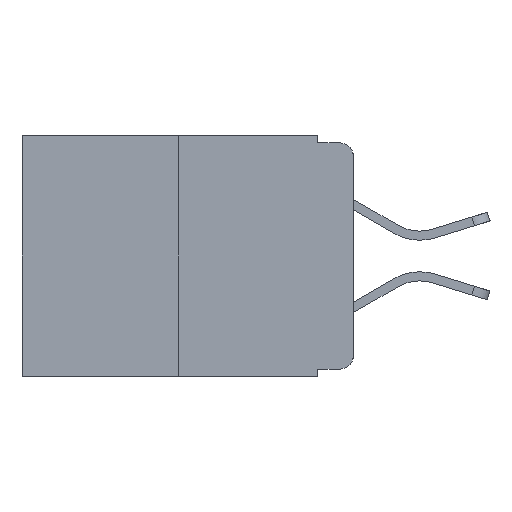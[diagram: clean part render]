
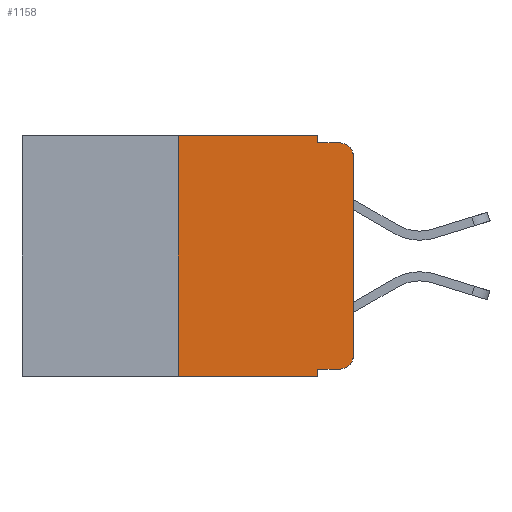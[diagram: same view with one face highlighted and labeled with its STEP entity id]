
A CAD part, left-side view. The second image highlights one B-rep face of the part: STEP entity #1158.
In plain terms, the highlighted planar face has unit normal (-1, 0, 0).
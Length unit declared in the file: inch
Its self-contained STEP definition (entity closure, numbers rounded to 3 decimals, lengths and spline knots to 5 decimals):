
#37 = CARTESIAN_POINT ( 'NONE',  ( 0., 0.02, -0.01 ) ) ;
#160 = CIRCLE ( 'NONE', #3565, 0.02 ) ;
#1026 = VECTOR ( 'NONE', #10041, 39.37008 ) ;
#1158 = ADVANCED_FACE ( 'NONE', ( #7375 ), #2868, .F. ) ;
#1399 = LINE ( 'NONE', #17196, #10976 ) ;
#2148 = DIRECTION ( 'NONE',  ( 0., -1., 0. ) ) ;
#2630 = LINE ( 'NONE', #7822, #22037 ) ;
#2868 = PLANE ( 'NONE',  #14124 ) ;
#3050 = DIRECTION ( 'NONE',  ( 0., -1., 0. ) ) ;
#3328 = LINE ( 'NONE', #23133, #13999 ) ;
#3460 = EDGE_CURVE ( 'NONE', #15991, #8135, #3328, .T. ) ;
#3555 = CIRCLE ( 'NONE', #12944, 0.02 ) ;
#3565 = AXIS2_PLACEMENT_3D ( 'NONE', #3603, #16775, #5534 ) ;
#3603 = CARTESIAN_POINT ( 'NONE',  ( 0., 0.02, -0.03 ) ) ;
#4253 = DIRECTION ( 'NONE',  ( 0., 0., 1. ) ) ;
#4707 = CARTESIAN_POINT ( 'NONE',  ( 0., 0.473, 0. ) ) ;
#5010 = EDGE_CURVE ( 'NONE', #13590, #15991, #3555, .T. ) ;
#5534 = DIRECTION ( 'NONE',  ( 0., 0., -1. ) ) ;
#6663 = CARTESIAN_POINT ( 'NONE',  ( 0., 0., -0.03 ) ) ;
#7375 = FACE_OUTER_BOUND ( 'NONE', #18111, .T. ) ;
#7599 = LINE ( 'NONE', #15530, #16354 ) ;
#7822 = CARTESIAN_POINT ( 'NONE',  ( 0., 0.051, 0. ) ) ;
#8135 = VERTEX_POINT ( 'NONE', #6663 ) ;
#8627 = DIRECTION ( 'NONE',  ( -1., 0., 0. ) ) ;
#8776 = CARTESIAN_POINT ( 'NONE',  ( 0., 0.051, -0.01 ) ) ;
#9064 = LINE ( 'NONE', #8776, #13441 ) ;
#9089 = ORIENTED_EDGE ( 'NONE', *, *, #19242, .F. ) ;
#9200 = EDGE_CURVE ( 'NONE', #21407, #14597, #7599, .T. ) ;
#9255 = LINE ( 'NONE', #9677, #23515 ) ;
#9677 = CARTESIAN_POINT ( 'NONE',  ( 0., 0.051, -0.333 ) ) ;
#10041 = DIRECTION ( 'NONE',  ( 0., 0., -1. ) ) ;
#10064 = LINE ( 'NONE', #21181, #1026 ) ;
#10135 = DIRECTION ( 'NONE',  ( 0., 0., 1. ) ) ;
#10281 = ORIENTED_EDGE ( 'NONE', *, *, #15019, .T. ) ;
#10496 = ORIENTED_EDGE ( 'NONE', *, *, #19533, .T. ) ;
#10531 = DIRECTION ( 'NONE',  ( 1., 0., 0. ) ) ;
#10976 = VECTOR ( 'NONE', #2148, 39.37008 ) ;
#12003 = EDGE_CURVE ( 'NONE', #23883, #22373, #9064, .T. ) ;
#12294 = CARTESIAN_POINT ( 'NONE',  ( 0., 0.25, -0.343 ) ) ;
#12616 = CARTESIAN_POINT ( 'NONE',  ( 0., 0.051, -0.343 ) ) ;
#12682 = CARTESIAN_POINT ( 'NONE',  ( 0., 0.051, -0.01 ) ) ;
#12944 = AXIS2_PLACEMENT_3D ( 'NONE', #19782, #8627, #21642 ) ;
#13441 = VECTOR ( 'NONE', #3050, 39.37008 ) ;
#13590 = VERTEX_POINT ( 'NONE', #14577 ) ;
#13999 = VECTOR ( 'NONE', #10135, 39.37008 ) ;
#14124 = AXIS2_PLACEMENT_3D ( 'NONE', #21684, #10531, #23560 ) ;
#14577 = CARTESIAN_POINT ( 'NONE',  ( 0., 0.02, -0.333 ) ) ;
#14597 = VERTEX_POINT ( 'NONE', #19735 ) ;
#14979 = EDGE_CURVE ( 'NONE', #16098, #23883, #2630, .T. ) ;
#15019 = EDGE_CURVE ( 'NONE', #21407, #21496, #1399, .T. ) ;
#15530 = CARTESIAN_POINT ( 'NONE',  ( 0., 0.25, 0. ) ) ;
#15801 = EDGE_CURVE ( 'NONE', #20845, #21496, #10064, .T. ) ;
#15991 = VERTEX_POINT ( 'NONE', #17978 ) ;
#16098 = VERTEX_POINT ( 'NONE', #18213 ) ;
#16354 = VECTOR ( 'NONE', #4253, 39.37008 ) ;
#16775 = DIRECTION ( 'NONE',  ( -1., 0., 0. ) ) ;
#16816 = VECTOR ( 'NONE', #21509, 39.37008 ) ;
#17196 = CARTESIAN_POINT ( 'NONE',  ( 0., 0.473, -0.343 ) ) ;
#17213 = ORIENTED_EDGE ( 'NONE', *, *, #12003, .F. ) ;
#17978 = CARTESIAN_POINT ( 'NONE',  ( 0., 0., -0.313 ) ) ;
#18111 = EDGE_LOOP ( 'NONE', ( #19252, #10496, #17213, #24203, #9089, #21038, #10281, #19312, #23687, #18453 ) ) ;
#18213 = CARTESIAN_POINT ( 'NONE',  ( 0., 0.051, 0. ) ) ;
#18412 = EDGE_CURVE ( 'NONE', #20845, #13590, #9255, .T. ) ;
#18453 = ORIENTED_EDGE ( 'NONE', *, *, #5010, .T. ) ;
#18754 = CARTESIAN_POINT ( 'NONE',  ( 0., 0.051, -0.333 ) ) ;
#19242 = EDGE_CURVE ( 'NONE', #14597, #16098, #21193, .T. ) ;
#19252 = ORIENTED_EDGE ( 'NONE', *, *, #3460, .T. ) ;
#19312 = ORIENTED_EDGE ( 'NONE', *, *, #15801, .F. ) ;
#19533 = EDGE_CURVE ( 'NONE', #8135, #22373, #160, .T. ) ;
#19735 = CARTESIAN_POINT ( 'NONE',  ( 0., 0.25, 0. ) ) ;
#19782 = CARTESIAN_POINT ( 'NONE',  ( 0., 0.02, -0.313 ) ) ;
#20845 = VERTEX_POINT ( 'NONE', #18754 ) ;
#21038 = ORIENTED_EDGE ( 'NONE', *, *, #9200, .F. ) ;
#21181 = CARTESIAN_POINT ( 'NONE',  ( 0., 0.051, 0. ) ) ;
#21193 = LINE ( 'NONE', #4707, #16816 ) ;
#21407 = VERTEX_POINT ( 'NONE', #12294 ) ;
#21496 = VERTEX_POINT ( 'NONE', #12616 ) ;
#21509 = DIRECTION ( 'NONE',  ( 0., -1., 0. ) ) ;
#21642 = DIRECTION ( 'NONE',  ( 0., 0., -1. ) ) ;
#21684 = CARTESIAN_POINT ( 'NONE',  ( 0., 0.473, 0. ) ) ;
#22037 = VECTOR ( 'NONE', #22731, 39.37008 ) ;
#22373 = VERTEX_POINT ( 'NONE', #37 ) ;
#22731 = DIRECTION ( 'NONE',  ( 0., 0., -1. ) ) ;
#23133 = CARTESIAN_POINT ( 'NONE',  ( 0., 0., 0. ) ) ;
#23515 = VECTOR ( 'NONE', #24454, 39.37008 ) ;
#23560 = DIRECTION ( 'NONE',  ( 0., 0., -1. ) ) ;
#23687 = ORIENTED_EDGE ( 'NONE', *, *, #18412, .T. ) ;
#23883 = VERTEX_POINT ( 'NONE', #12682 ) ;
#24203 = ORIENTED_EDGE ( 'NONE', *, *, #14979, .F. ) ;
#24454 = DIRECTION ( 'NONE',  ( 0., -1., 0. ) ) ;
